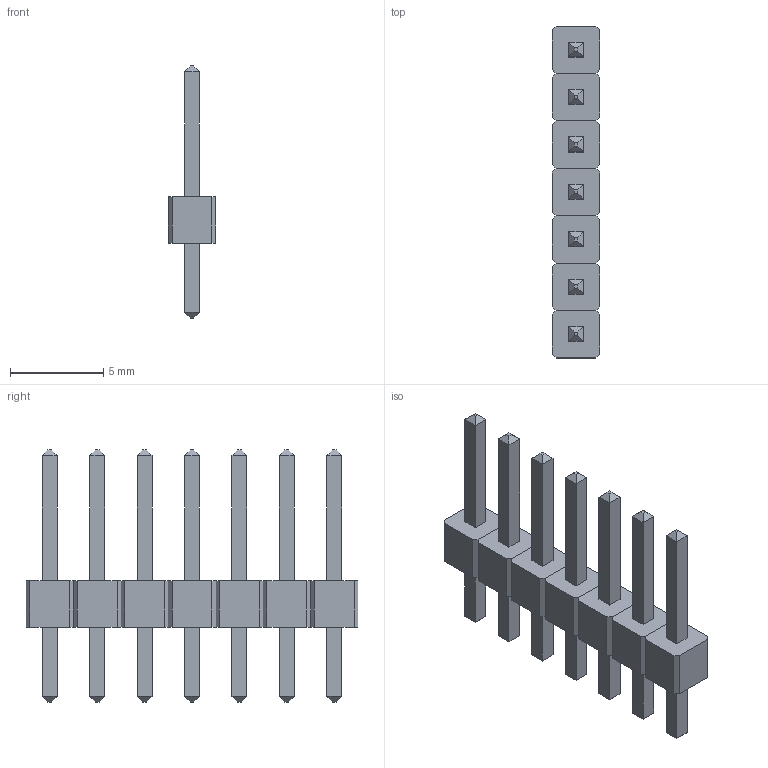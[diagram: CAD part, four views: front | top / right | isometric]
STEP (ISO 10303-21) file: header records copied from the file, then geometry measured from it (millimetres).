
FILE_DESCRIPTION(('STEP AP214'),'1');
FILE_NAME('Pin Header 2.54-07.stp','2022-10-24T06:44:08',(' '),(' '),'Spatial InterOp 3D',' ',' ');
FILE_SCHEMA(('AUTOMOTIVE_DESIGN { 1 0 10303 214 1 1 1 1 }'));
Length unit declared in the file: millimetre
Products named in the file (2): Pin Header  2.54; Pin Header 2.54x1
Assembly tree (7 placements, depth 2):
  Pin Header  2.54
    Pin Header 2.54x1  x7
Bounding box: 2.54 x 17.78 x 13.5 mm (x, y, z)
Volume: 159.3 mm3; surface area: 495.2 mm2
Topology: 7 solids, 7 shells, 196 faces, 448 edges, 280 vertices
Faces by surface type: plane 196
Entity records: 1079 total; most frequent: CARTESIAN_POINT 140, DIRECTION 136, ORIENTED_EDGE 128, EDGE_CURVE 64, LINE 64, VECTOR 64, VERTEX_POINT 40, AXIS2_PLACEMENT_3D 36
